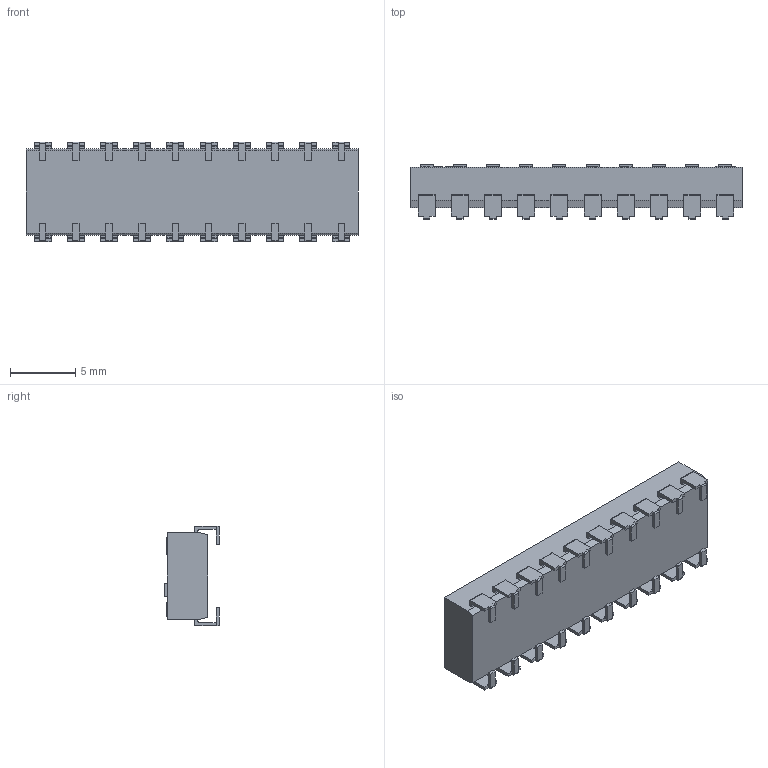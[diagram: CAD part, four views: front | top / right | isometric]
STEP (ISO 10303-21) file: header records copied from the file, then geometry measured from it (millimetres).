
FILE_DESCRIPTION (( 'STEP AP214' ), '1' );
FILE_NAME ('User Library-DIP-Schalter SMD 10polig RM2,54.STEP', '2019-08-07T10:31:35', ( '' ), ( '' ), 'SwSTEP 2.0', 'SolidWorks 2019', '' );
FILE_SCHEMA (( 'AUTOMOTIVE_DESIGN' ));
Length unit declared in the file: millimetre
Products named in the file (1): User Library-DIP-Schalter SMD 10polig RM2,54
Bounding box: 25.4 x 4.2 x 7.62 mm (x, y, z)
Volume: 520.8 mm3; surface area: 749.6 mm2
Topology: 1 solids, 1 shells, 625 faces, 1689 edges, 1126 vertices
Faces by surface type: plane 443, bspline 102, cylinder 80
Entity records: 31460 total; most frequent: CARTESIAN_POINT 9343, ORIENTED_EDGE 3378, DIRECTION 2693, EDGE_CURVE 1689, LINE 1325, VECTOR 1325, VERTEX_POINT 1126, EDGE_LOOP 685
